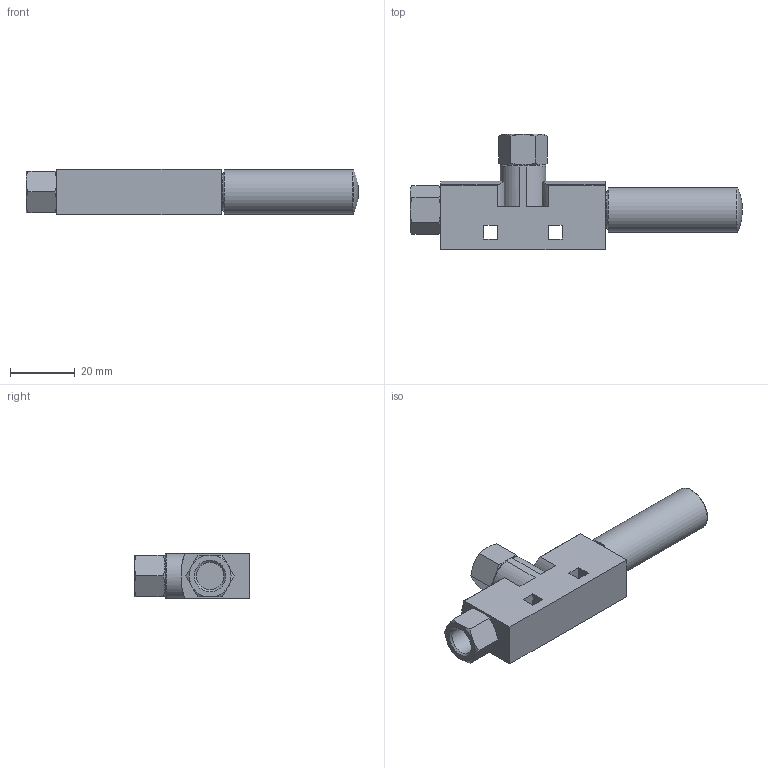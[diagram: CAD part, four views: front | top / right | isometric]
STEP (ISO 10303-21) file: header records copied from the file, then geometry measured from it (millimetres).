
FILE_DESCRIPTION(/* description */ ('STEP AP214'),/* implementation_level */ '2;1');
FILE_NAME(/* name */ '193507_VN-05-H-T3-PI4-VI4-RO1',/* time_stamp */ '2024-09-16T23:25:13+02:00',/* author */ ('License CC BY-ND 4.0'),/* organization */ ('CADENAS'),/* preprocessor_version */ 'ST-DEVELOPER v19.3',/* originating_system */ 'PARTsolutions',/* authorisation */ ' ');
FILE_SCHEMA (('AUTOMOTIVE_DESIGN {1 0 10303 214 3 1 1}'));
Length unit declared in the file: millimetre
Products named in the file (1): 193507 VN-05-H-T3-PI4-VI4-RO1
Bounding box: 102.9 x 35.7 x 14 mm (x, y, z)
Volume: 22868.4 mm3; surface area: 8092.6 mm2
Topology: 1 solids, 1 shells, 84 faces, 198 edges, 122 vertices
Faces by surface type: plane 36, cone 28, cylinder 16, torus 4
Full cylindrical faces by diameter (mm): 8.566 x2, 11.4 x1, 13.8 x1
Entity records: 3000 total; most frequent: CARTESIAN_POINT 589, ORIENTED_EDGE 368, DIRECTION 350, EDGE_CURVE 184, AXIS2_PLACEMENT_3D 141, VERTEX_POINT 120, EDGE_LOOP 106, FACE_BOUND 106
